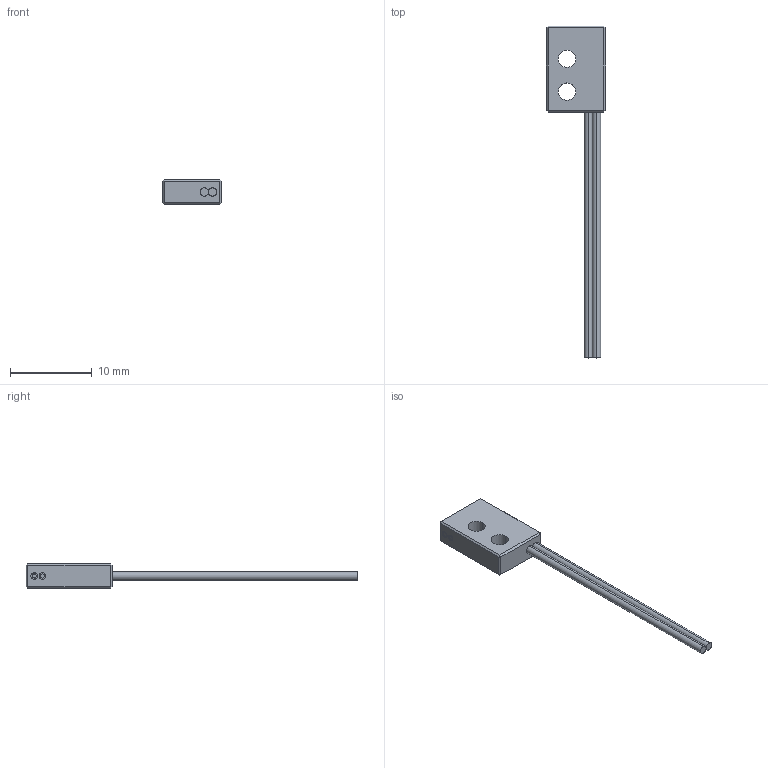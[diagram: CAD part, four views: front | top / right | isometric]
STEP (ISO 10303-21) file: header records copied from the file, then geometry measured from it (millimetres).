
FILE_DESCRIPTION (( 'STEP AP214' ), '1' );
FILE_NAME ('GPF-D047.STEP', '2017-11-18T00:57:34', ( '' ), ( '' ), 'SwSTEP 2.0', 'SolidWorks 2018', '' );
FILE_SCHEMA (( 'AUTOMOTIVE_DESIGN' ));
Length unit declared in the file: millimetre
Products named in the file (4): GPF-D047_HEAD; GPF-D047_LENS; GPF-D047; GPF-D047_FIBER
Assembly tree (5 placements, depth 2):
  GPF-D047
    GPF-D047_HEAD
    GPF-D047_FIBER  x2
    GPF-D047_LENS  x2
Bounding box: 7.2 x 40.5 x 3 mm (x, y, z)
Volume: 251.4 mm3; surface area: 466.4 mm2
Topology: 5 solids, 5 shells, 52 faces, 96 edges, 56 vertices
Faces by surface type: plane 36, cylinder 16
Entity records: 1258 total; most frequent: DIRECTION 212, CARTESIAN_POINT 184, ORIENTED_EDGE 168, EDGE_CURVE 84, AXIS2_PLACEMENT_3D 76, LINE 60, VECTOR 60, EDGE_LOOP 50
